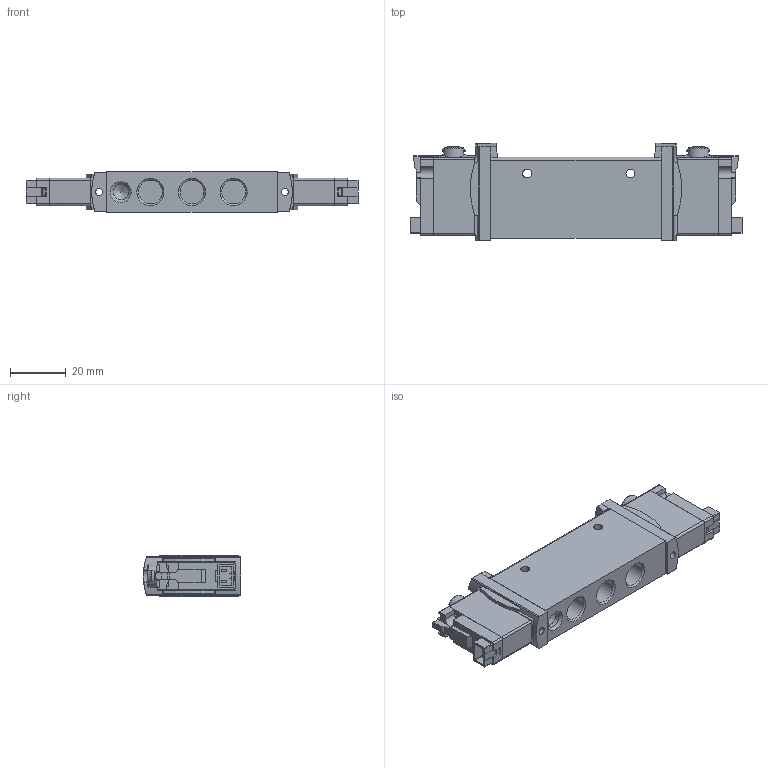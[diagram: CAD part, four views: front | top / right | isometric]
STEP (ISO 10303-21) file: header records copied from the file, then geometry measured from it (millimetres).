
FILE_DESCRIPTION(/* description */ ('STEP AP214'),/* implementation_level */ '2;1');
FILE_NAME(/* name */ '8164562_VUVG-L14-T32C-MZT-G18-1H2L-F1A',/* time_stamp */ '2024-09-17T15:45:46+02:00',/* author */ ('License CC BY-ND 4.0'),/* organization */ ('CADENAS'),/* preprocessor_version */ 'ST-DEVELOPER v19.3',/* originating_system */ 'PARTsolutions',/* authorisation */ ' ');
FILE_SCHEMA (('AUTOMOTIVE_DESIGN {1 0 10303 214 3 1 1}'));
Length unit declared in the file: millimetre
Products named in the file (3): 8164562 VUVG-L14-T32C-MZT-G18-1H2L-F1A; 564212 VUVG-L-14-T32C-MZT-G18--1H2--L---F1A---(G); 3779382 VUVG-LK-IP40
Assembly tree (3 placements, depth 2):
  8164562 VUVG-L14-T32C-MZT-G18-1H2L-F1A
    564212 VUVG-L-14-T32C-MZT-G18--1H2--L---F1A---(G)
    3779382 VUVG-LK-IP40  x2
Bounding box: 118.9 x 34.8 x 14.4 mm (x, y, z)
Volume: 38154.9 mm3; surface area: 15160.9 mm2
Topology: 3 solids, 3 shells, 629 faces, 1729 edges, 1137 vertices
Faces by surface type: plane 459, cylinder 146, cone 16, torus 6, sphere 2
Full cylindrical faces by diameter (mm): 2 x1, 2.6 x2, 3.2 x2, 3.8 x2, 3.9 x2, 4.134 x1, 5.6 x1, 8.1 x2, 8.566 x5
Entity records: 15764 total; most frequent: CARTESIAN_POINT 2884, DIRECTION 2644, ORIENTED_EDGE 2638, EDGE_CURVE 1319, LINE 930, VECTOR 930, VERTEX_POINT 885, AXIS2_PLACEMENT_3D 857
